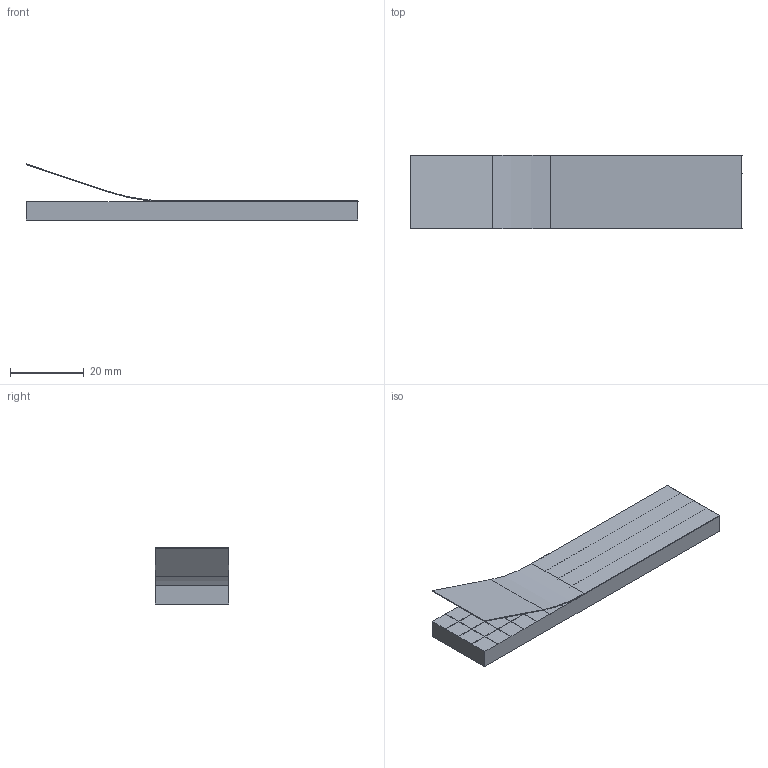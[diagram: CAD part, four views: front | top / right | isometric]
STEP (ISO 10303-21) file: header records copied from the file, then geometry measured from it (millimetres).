
FILE_DESCRIPTION (( 'STEP AP203' ), '1' );
FILE_NAME ('CY03.ha Siyah Plastik.STEP', '2022-06-27T09:30:18', ( '' ), ( '' ), 'SwSTEP 2.0', 'SolidWorks 2021', '' );
FILE_SCHEMA (( 'CONFIG_CONTROL_DESIGN' ));
Length unit declared in the file: millimetre
Products named in the file (1): CY03.ha Siyah Plastik
Bounding box: 90 x 20 x 15.19 mm (x, y, z)
Surface area: 6682.2 mm2 (no closed solid volume)
Topology: 0 solids, 9 shells, 51 faces, 350 edges, 308 vertices
Faces by surface type: plane 49, cylinder 2
Entity records: 3296 total; most frequent: CARTESIAN_POINT 721, DIRECTION 447, ORIENTED_EDGE 412, EDGE_CURVE 350, VECTOR 335, LINE 335, VERTEX_POINT 308, EDGE_LOOP 63
